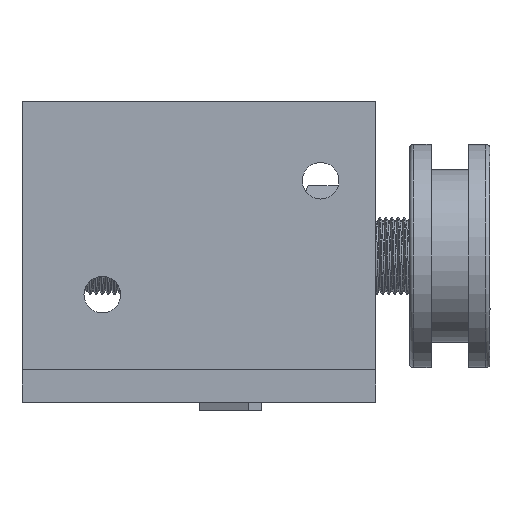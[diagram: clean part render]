
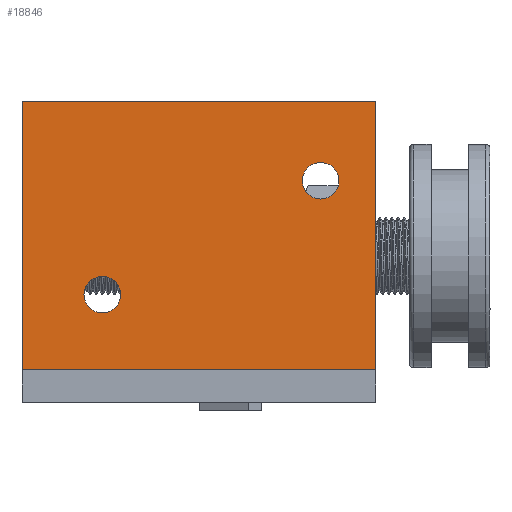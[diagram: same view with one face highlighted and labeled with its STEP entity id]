
A CAD part, front view. The second image highlights one B-rep face of the part: STEP entity #18846.
In plain terms, the highlighted face is planar.
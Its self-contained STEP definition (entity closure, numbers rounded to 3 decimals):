
#14 = DIRECTION ( 'NONE',  ( 0., 1., 0. ) ) ;
#132 = EDGE_CURVE ( 'NONE', #2654, #10877, #5867, .T. ) ;
#289 = CARTESIAN_POINT ( 'NONE',  ( -43.5, 8., -8. ) ) ;
#1173 = AXIS2_PLACEMENT_3D ( 'NONE', #9198, #18272, #16907 ) ;
#1274 = CARTESIAN_POINT ( 'NONE',  ( 43.5, 8., -8. ) ) ;
#1295 = VERTEX_POINT ( 'NONE', #17035 ) ;
#1512 = EDGE_LOOP ( 'NONE', ( #18778, #6282 ) ) ;
#1677 = CARTESIAN_POINT ( 'NONE',  ( -30., 54.5, -8. ) ) ;
#1767 = CARTESIAN_POINT ( 'NONE',  ( -43.5, 74., -8. ) ) ;
#2263 = AXIS2_PLACEMENT_3D ( 'NONE', #1677, #13607, #18185 ) ;
#2493 = CARTESIAN_POINT ( 'NONE',  ( 23.747, 26.5, -8. ) ) ;
#2654 = VERTEX_POINT ( 'NONE', #15892 ) ;
#3108 = CARTESIAN_POINT ( 'NONE',  ( -34.5, 54.5, -8. ) ) ;
#3186 = AXIS2_PLACEMENT_3D ( 'NONE', #2493, #8457, #5794 ) ;
#3615 = LINE ( 'NONE', #9582, #8937 ) ;
#3976 = AXIS2_PLACEMENT_3D ( 'NONE', #10837, #15185, #16813 ) ;
#4224 = VECTOR ( 'NONE', #14, 1000. ) ;
#4250 = ORIENTED_EDGE ( 'NONE', *, *, #10762, .T. ) ;
#4738 = CIRCLE ( 'NONE', #2263, 4.5 ) ;
#4878 = PLANE ( 'NONE',  #1173 ) ;
#4969 = VERTEX_POINT ( 'NONE', #14679 ) ;
#5660 = DIRECTION ( 'NONE',  ( 0., -1., 0. ) ) ;
#5794 = DIRECTION ( 'NONE',  ( 0., -1., 0. ) ) ;
#5867 = LINE ( 'NONE', #11832, #7330 ) ;
#6282 = ORIENTED_EDGE ( 'NONE', *, *, #18855, .T. ) ;
#6456 = FACE_BOUND ( 'NONE', #12844, .T. ) ;
#6544 = VERTEX_POINT ( 'NONE', #289 ) ;
#6830 = VERTEX_POINT ( 'NONE', #3108 ) ;
#7330 = VECTOR ( 'NONE', #9888, 1000. ) ;
#8198 = CIRCLE ( 'NONE', #11630, 4.5 ) ;
#8367 = CIRCLE ( 'NONE', #3976, 4.5 ) ;
#8457 = DIRECTION ( 'NONE',  ( 0., 0., 1. ) ) ;
#8502 = VECTOR ( 'NONE', #13209, 1000. ) ;
#8937 = VECTOR ( 'NONE', #14001, 1000. ) ;
#9115 = ORIENTED_EDGE ( 'NONE', *, *, #12362, .F. ) ;
#9198 = CARTESIAN_POINT ( 'NONE',  ( 43.5, 74., -8. ) ) ;
#9201 = LINE ( 'NONE', #1767, #4224 ) ;
#9582 = CARTESIAN_POINT ( 'NONE',  ( 43.5, 74., -8. ) ) ;
#9800 = VERTEX_POINT ( 'NONE', #12467 ) ;
#9888 = DIRECTION ( 'NONE',  ( 0., 1., 0. ) ) ;
#9921 = EDGE_CURVE ( 'NONE', #9800, #4969, #14136, .T. ) ;
#10067 = LINE ( 'NONE', #1274, #8502 ) ;
#10707 = EDGE_CURVE ( 'NONE', #6830, #15702, #4738, .T. ) ;
#10762 = EDGE_CURVE ( 'NONE', #6544, #1295, #9201, .T. ) ;
#10837 = CARTESIAN_POINT ( 'NONE',  ( 23.747, 26.5, -8. ) ) ;
#10877 = VERTEX_POINT ( 'NONE', #11040 ) ;
#11040 = CARTESIAN_POINT ( 'NONE',  ( 43.5, 74., -8. ) ) ;
#11630 = AXIS2_PLACEMENT_3D ( 'NONE', #13102, #19051, #5660 ) ;
#11832 = CARTESIAN_POINT ( 'NONE',  ( 43.5, 74., -8. ) ) ;
#12362 = EDGE_CURVE ( 'NONE', #10877, #1295, #3615, .T. ) ;
#12413 = FACE_BOUND ( 'NONE', #1512, .T. ) ;
#12467 = CARTESIAN_POINT ( 'NONE',  ( 28.247, 26.5, -8. ) ) ;
#12624 = ORIENTED_EDGE ( 'NONE', *, *, #132, .F. ) ;
#12844 = EDGE_LOOP ( 'NONE', ( #14050, #14609 ) ) ;
#13102 = CARTESIAN_POINT ( 'NONE',  ( -30., 54.5, -8. ) ) ;
#13209 = DIRECTION ( 'NONE',  ( -1., 0., 0. ) ) ;
#13607 = DIRECTION ( 'NONE',  ( 0., 0., 1. ) ) ;
#13699 = FACE_OUTER_BOUND ( 'NONE', #17913, .T. ) ;
#14001 = DIRECTION ( 'NONE',  ( -1., 0., 0. ) ) ;
#14050 = ORIENTED_EDGE ( 'NONE', *, *, #16629, .T. ) ;
#14136 = CIRCLE ( 'NONE', #3186, 4.5 ) ;
#14609 = ORIENTED_EDGE ( 'NONE', *, *, #10707, .T. ) ;
#14679 = CARTESIAN_POINT ( 'NONE',  ( 19.247, 26.5, -8. ) ) ;
#15185 = DIRECTION ( 'NONE',  ( 0., 0., 1. ) ) ;
#15702 = VERTEX_POINT ( 'NONE', #18308 ) ;
#15892 = CARTESIAN_POINT ( 'NONE',  ( 43.5, 8., -8. ) ) ;
#16493 = EDGE_CURVE ( 'NONE', #2654, #6544, #10067, .T. ) ;
#16629 = EDGE_CURVE ( 'NONE', #15702, #6830, #8198, .T. ) ;
#16813 = DIRECTION ( 'NONE',  ( 0., -1., 0. ) ) ;
#16907 = DIRECTION ( 'NONE',  ( 0., -1., 0. ) ) ;
#17035 = CARTESIAN_POINT ( 'NONE',  ( -43.5, 74., -8. ) ) ;
#17913 = EDGE_LOOP ( 'NONE', ( #4250, #9115, #12624, #17981 ) ) ;
#17981 = ORIENTED_EDGE ( 'NONE', *, *, #16493, .T. ) ;
#18185 = DIRECTION ( 'NONE',  ( 0., -1., 0. ) ) ;
#18272 = DIRECTION ( 'NONE',  ( 0., 0., 1. ) ) ;
#18308 = CARTESIAN_POINT ( 'NONE',  ( -25.5, 54.5, -8. ) ) ;
#18778 = ORIENTED_EDGE ( 'NONE', *, *, #9921, .T. ) ;
#18846 = ADVANCED_FACE ( 'NONE', ( #6456, #12413, #13699 ), #4878, .F. ) ;
#18855 = EDGE_CURVE ( 'NONE', #4969, #9800, #8367, .T. ) ;
#19051 = DIRECTION ( 'NONE',  ( 0., 0., 1. ) ) ;
